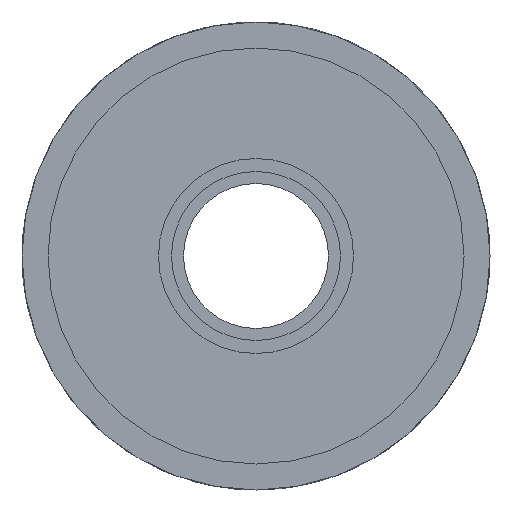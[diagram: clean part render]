
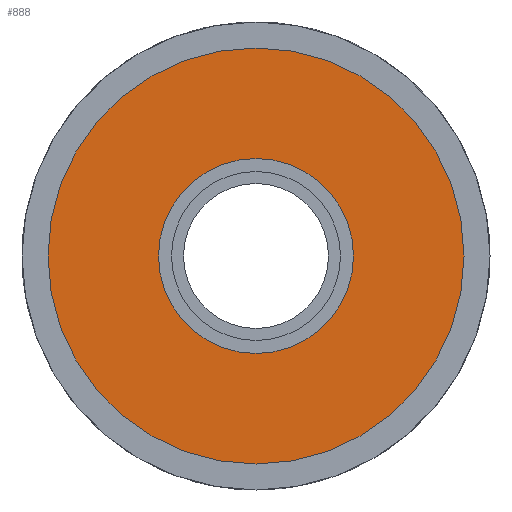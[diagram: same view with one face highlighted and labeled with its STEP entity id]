
A CAD part, front view. The second image highlights one B-rep face of the part: STEP entity #888.
In plain terms, the highlighted planar face has unit normal (0, -1, 0).
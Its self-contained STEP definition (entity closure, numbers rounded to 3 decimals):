
#1=CARTESIAN_POINT('',(0.,0.,0.));
#2=DIRECTION('',(0.,1.,0.));
#3=DIRECTION('',(1.,0.,0.));
#4=AXIS2_PLACEMENT_3D('',#1,#2,#3);
#6=CARTESIAN_POINT('',(0.,0.,0.));
#7=DIRECTION('',(0.,-1.,0.));
#8=DIRECTION('',(1.,0.,0.));
#9=AXIS2_PLACEMENT_3D('',#6,#7,#8);
#11=CARTESIAN_POINT('',(0.,0.,0.));
#12=DIRECTION('',(0.,-1.,0.));
#13=DIRECTION('',(1.,0.,0.));
#14=AXIS2_PLACEMENT_3D('',#11,#12,#13);
#24=CARTESIAN_POINT('',(0.,0.,0.));
#25=DIRECTION('',(0.,1.,0.));
#26=DIRECTION('',(1.,0.,0.));
#27=AXIS2_PLACEMENT_3D('',#24,#25,#26);
#792=CARTESIAN_POINT('',(16.,0.,0.));
#794=VERTEX_POINT('',#792);
#805=CARTESIAN_POINT('',(7.5,0.,0.));
#807=VERTEX_POINT('',#805);
#808=CARTESIAN_POINT('',(-16.,0.,0.));
#810=VERTEX_POINT('',#808);
#821=CARTESIAN_POINT('',(-7.5,0.,0.));
#823=VERTEX_POINT('',#821);
#871=CARTESIAN_POINT('',(0.,0.,0.));
#872=DIRECTION('',(0.,-1.,0.));
#873=DIRECTION('',(-1.,0.,0.));
#874=AXIS2_PLACEMENT_3D('',#871,#872,#873);
#875=PLANE('',#874);
#877=ORIENTED_EDGE('',*,*,#876,.F.);
#879=ORIENTED_EDGE('',*,*,#878,.T.);
#880=EDGE_LOOP('',(#877,#879));
#881=FACE_OUTER_BOUND('',#880,.F.);
#883=ORIENTED_EDGE('',*,*,#882,.F.);
#885=ORIENTED_EDGE('',*,*,#884,.T.);
#886=EDGE_LOOP('',(#883,#885));
#887=FACE_BOUND('',#886,.F.);
#888=ADVANCED_FACE('',(#881,#887),#875,.T.);
#5=CIRCLE('',#4,7.5);
#10=CIRCLE('',#9,7.5);
#15=CIRCLE('',#14,16.);
#28=CIRCLE('',#27,16.);
#876=EDGE_CURVE('',#794,#810,#15,.T.);
#878=EDGE_CURVE('',#794,#810,#28,.T.);
#882=EDGE_CURVE('',#807,#823,#5,.T.);
#884=EDGE_CURVE('',#807,#823,#10,.T.);
